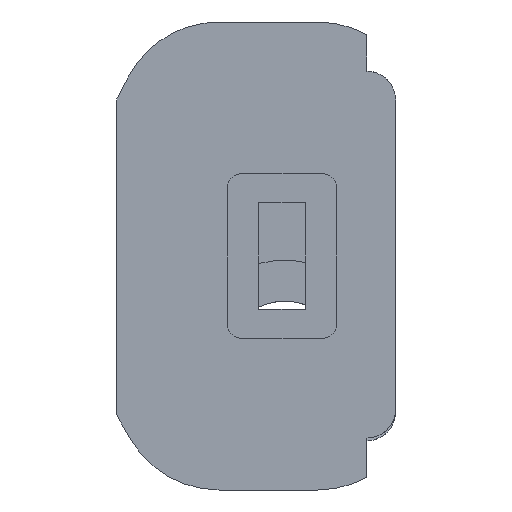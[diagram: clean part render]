
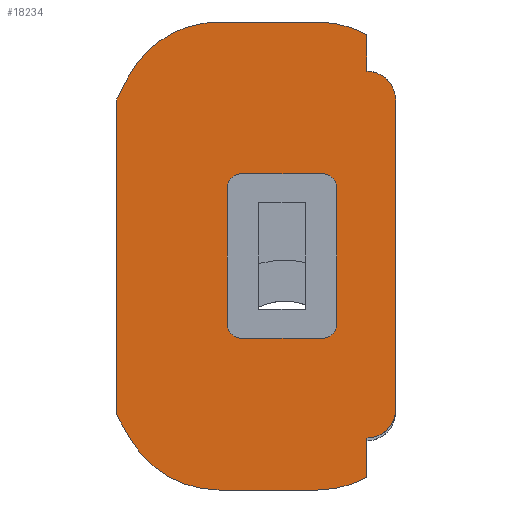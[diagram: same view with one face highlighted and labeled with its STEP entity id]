
A CAD part, left-side view. The second image highlights one B-rep face of the part: STEP entity #18234.
In plain terms, the highlighted planar face has unit normal (-1, 0, 0).
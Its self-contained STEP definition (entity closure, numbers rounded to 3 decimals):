
#2246=CIRCLE('',#19288,1.);
#2247=CIRCLE('',#19291,1.);
#2251=CIRCLE('',#19320,2.1);
#2267=CIRCLE('',#19344,7.5);
#2268=CIRCLE('',#19346,7.5);
#2269=CIRCLE('',#19348,7.5);
#2270=CIRCLE('',#19351,7.5);
#2271=CIRCLE('',#19356,2.1);
#2272=CIRCLE('',#19357,1.);
#2273=CIRCLE('',#19358,1.);
#2337=FACE_BOUND('',#3527,.T.);
#2503=FACE_OUTER_BOUND('',#3526,.T.);
#3526=EDGE_LOOP('',(#12722,#12723,#12724,#12725,#12726,#12727,#12728,#12729,
#12730,#12731,#12732,#12733,#12734,#12735));
#3527=EDGE_LOOP('',(#12736,#12737,#12738,#12739,#12740,#12741,#12742,#12743));
#4684=LINE('',#22651,#6032);
#4687=LINE('',#22659,#6035);
#4727=LINE('',#22758,#6075);
#4747=LINE('',#22835,#6095);
#4750=LINE('',#22844,#6098);
#4753=LINE('',#22848,#6101);
#4754=LINE('',#22850,#6102);
#4755=LINE('',#22852,#6103);
#4756=LINE('',#22853,#6104);
#4757=LINE('',#22856,#6105);
#4758=LINE('',#22858,#6106);
#4759=LINE('',#22862,#6107);
#6032=VECTOR('',#20170,10.);
#6035=VECTOR('',#20179,10.);
#6075=VECTOR('',#20277,10.);
#6095=VECTOR('',#20353,10.);
#6098=VECTOR('',#20362,10.);
#6101=VECTOR('',#20367,10.);
#6102=VECTOR('',#20370,10.);
#6103=VECTOR('',#20373,10.);
#6104=VECTOR('',#20374,10.);
#6105=VECTOR('',#20377,10.);
#6106=VECTOR('',#20378,10.);
#6107=VECTOR('',#20381,10.);
#7382=VERTEX_POINT('',#22643);
#7383=VERTEX_POINT('',#22645);
#7384=VERTEX_POINT('',#22649);
#7385=VERTEX_POINT('',#22653);
#7386=VERTEX_POINT('',#22657);
#7414=VERTEX_POINT('',#22750);
#7415=VERTEX_POINT('',#22752);
#7416=VERTEX_POINT('',#22756);
#7439=VERTEX_POINT('',#22815);
#7440=VERTEX_POINT('',#22817);
#7441=VERTEX_POINT('',#22821);
#7442=VERTEX_POINT('',#22823);
#7443=VERTEX_POINT('',#22827);
#7444=VERTEX_POINT('',#22829);
#7445=VERTEX_POINT('',#22833);
#7446=VERTEX_POINT('',#22837);
#7447=VERTEX_POINT('',#22839);
#7448=VERTEX_POINT('',#22843);
#7449=VERTEX_POINT('',#22854);
#7450=VERTEX_POINT('',#22857);
#7451=VERTEX_POINT('',#22859);
#7452=VERTEX_POINT('',#22861);
#9404=EDGE_CURVE('',#7383,#7382,#2246,.T.);
#9407=EDGE_CURVE('',#7382,#7384,#4684,.T.);
#9409=EDGE_CURVE('',#7384,#7385,#2247,.T.);
#9411=EDGE_CURVE('',#7385,#7386,#4687,.T.);
#9458=EDGE_CURVE('',#7414,#7415,#2251,.T.);
#9461=EDGE_CURVE('',#7414,#7416,#4727,.T.);
#9491=EDGE_CURVE('',#7439,#7440,#2267,.T.);
#9493=EDGE_CURVE('',#7442,#7441,#2268,.T.);
#9496=EDGE_CURVE('',#7444,#7443,#2269,.T.);
#9499=EDGE_CURVE('',#7443,#7445,#4747,.T.);
#9501=EDGE_CURVE('',#7447,#7446,#2270,.T.);
#9503=EDGE_CURVE('',#7448,#7447,#4750,.T.);
#9506=EDGE_CURVE('',#7441,#7415,#4753,.T.);
#9507=EDGE_CURVE('',#7440,#7444,#4754,.T.);
#9508=EDGE_CURVE('',#7448,#7445,#4755,.T.);
#9509=EDGE_CURVE('',#7442,#7446,#4756,.T.);
#9510=EDGE_CURVE('',#7449,#7416,#2271,.T.);
#9511=EDGE_CURVE('',#7449,#7439,#4757,.T.);
#9512=EDGE_CURVE('',#7450,#7383,#4758,.T.);
#9513=EDGE_CURVE('',#7386,#7451,#2272,.T.);
#9514=EDGE_CURVE('',#7451,#7452,#4759,.T.);
#9515=EDGE_CURVE('',#7452,#7450,#2273,.T.);
#12722=ORIENTED_EDGE('',*,*,#9491,.T.);
#12723=ORIENTED_EDGE('',*,*,#9507,.T.);
#12724=ORIENTED_EDGE('',*,*,#9496,.T.);
#12725=ORIENTED_EDGE('',*,*,#9499,.T.);
#12726=ORIENTED_EDGE('',*,*,#9508,.F.);
#12727=ORIENTED_EDGE('',*,*,#9503,.T.);
#12728=ORIENTED_EDGE('',*,*,#9501,.T.);
#12729=ORIENTED_EDGE('',*,*,#9509,.F.);
#12730=ORIENTED_EDGE('',*,*,#9493,.T.);
#12731=ORIENTED_EDGE('',*,*,#9506,.T.);
#12732=ORIENTED_EDGE('',*,*,#9458,.F.);
#12733=ORIENTED_EDGE('',*,*,#9461,.T.);
#12734=ORIENTED_EDGE('',*,*,#9510,.F.);
#12735=ORIENTED_EDGE('',*,*,#9511,.T.);
#12736=ORIENTED_EDGE('',*,*,#9512,.T.);
#12737=ORIENTED_EDGE('',*,*,#9404,.T.);
#12738=ORIENTED_EDGE('',*,*,#9407,.T.);
#12739=ORIENTED_EDGE('',*,*,#9409,.T.);
#12740=ORIENTED_EDGE('',*,*,#9411,.T.);
#12741=ORIENTED_EDGE('',*,*,#9513,.T.);
#12742=ORIENTED_EDGE('',*,*,#9514,.T.);
#12743=ORIENTED_EDGE('',*,*,#9515,.T.);
#17945=PLANE('',#19355);
#18234=ADVANCED_FACE('',(#2503,#2337),#17945,.T.);
#19288=AXIS2_PLACEMENT_3D('',#22646,#20164,#20165);
#19291=AXIS2_PLACEMENT_3D('',#22655,#20174,#20175);
#19320=AXIS2_PLACEMENT_3D('',#22753,#20271,#20272);
#19344=AXIS2_PLACEMENT_3D('',#22819,#20336,#20337);
#19346=AXIS2_PLACEMENT_3D('',#22824,#20341,#20342);
#19348=AXIS2_PLACEMENT_3D('',#22830,#20347,#20348);
#19351=AXIS2_PLACEMENT_3D('',#22840,#20357,#20358);
#19355=AXIS2_PLACEMENT_3D('',#22851,#20371,#20372);
#19356=AXIS2_PLACEMENT_3D('',#22855,#20375,#20376);
#19357=AXIS2_PLACEMENT_3D('',#22860,#20379,#20380);
#19358=AXIS2_PLACEMENT_3D('',#22863,#20382,#20383);
#20164=DIRECTION('center_axis',(1.,0.,0.));
#20165=DIRECTION('ref_axis',(0.,0.,-1.));
#20170=DIRECTION('',(0.,1.,0.));
#20174=DIRECTION('center_axis',(1.,0.,0.));
#20175=DIRECTION('ref_axis',(0.,1.,0.));
#20179=DIRECTION('',(0.,0.,1.));
#20271=DIRECTION('center_axis',(1.,0.,0.));
#20272=DIRECTION('ref_axis',(0.,-0.707,-0.707));
#20277=DIRECTION('',(0.,0.,1.));
#20336=DIRECTION('center_axis',(-1.,0.,0.));
#20337=DIRECTION('ref_axis',(0.,-1.,0.));
#20341=DIRECTION('center_axis',(-1.,0.,0.));
#20342=DIRECTION('ref_axis',(0.,0.,-1.));
#20347=DIRECTION('center_axis',(-1.,0.,0.));
#20348=DIRECTION('ref_axis',(0.,0.,1.));
#20353=DIRECTION('',(0.,0.454,-0.891));
#20357=DIRECTION('center_axis',(-1.,0.,0.));
#20358=DIRECTION('ref_axis',(0.,1.,0.));
#20362=DIRECTION('',(0.,-0.498,-0.867));
#20367=DIRECTION('',(0.,0.,1.));
#20370=DIRECTION('',(0.,1.,0.));
#20371=DIRECTION('center_axis',(-1.,0.,0.));
#20372=DIRECTION('ref_axis',(0.,0.,1.));
#20373=DIRECTION('',(0.,0.,1.));
#20374=DIRECTION('',(0.,1.,0.));
#20375=DIRECTION('center_axis',(1.,0.,0.));
#20376=DIRECTION('ref_axis',(0.,-0.707,0.707));
#20377=DIRECTION('',(0.,0.,1.));
#20378=DIRECTION('',(0.,0.,-1.));
#20379=DIRECTION('center_axis',(1.,0.,0.));
#20380=DIRECTION('ref_axis',(0.,0.,1.));
#20381=DIRECTION('',(0.,-1.,0.));
#20382=DIRECTION('center_axis',(1.,0.,0.));
#20383=DIRECTION('ref_axis',(0.,-1.,0.));
#22643=CARTESIAN_POINT('',(-3.1,5.3,-6.));
#22645=CARTESIAN_POINT('',(-3.1,4.3,-5.));
#22646=CARTESIAN_POINT('Origin',(-3.1,5.3,-5.));
#22649=CARTESIAN_POINT('',(-3.1,11.3,-6.));
#22651=CARTESIAN_POINT('',(-3.1,2.65,-6.));
#22653=CARTESIAN_POINT('',(-3.1,12.3,-5.));
#22655=CARTESIAN_POINT('Origin',(-3.1,11.3,-5.));
#22657=CARTESIAN_POINT('',(-3.1,12.3,5.));
#22659=CARTESIAN_POINT('',(-3.1,12.3,-11.05));
#22750=CARTESIAN_POINT('',(-3.1,0.,-11.2));
#22752=CARTESIAN_POINT('',(-3.1,2.1,-13.3));
#22753=CARTESIAN_POINT('Origin',(-3.1,2.1,-11.2));
#22756=CARTESIAN_POINT('',(-3.1,0.,11.4));
#22758=CARTESIAN_POINT('',(-3.1,0.,-17.1));
#22815=CARTESIAN_POINT('',(-3.1,2.1,16.18));
#22817=CARTESIAN_POINT('',(-3.1,5.7,17.1));
#22819=CARTESIAN_POINT('Origin',(-3.1,5.7,9.6));
#22821=CARTESIAN_POINT('',(-3.1,2.1,-16.18));
#22823=CARTESIAN_POINT('',(-3.1,5.7,-17.1));
#22824=CARTESIAN_POINT('Origin',(-3.1,5.7,-9.6));
#22827=CARTESIAN_POINT('',(-3.1,19.583,13.004));
#22829=CARTESIAN_POINT('',(-3.1,12.9,17.1));
#22830=CARTESIAN_POINT('Origin',(-3.1,12.9,9.6));
#22833=CARTESIAN_POINT('',(-3.1,20.4,11.4));
#22835=CARTESIAN_POINT('',(-3.1,23.653,5.012));
#22837=CARTESIAN_POINT('',(-3.1,12.9,-17.1));
#22839=CARTESIAN_POINT('',(-3.1,19.404,-13.334));
#22840=CARTESIAN_POINT('Origin',(-3.1,12.9,-9.6));
#22843=CARTESIAN_POINT('',(-3.1,20.4,-11.6));
#22844=CARTESIAN_POINT('',(-3.1,16.684,-18.073));
#22848=CARTESIAN_POINT('',(-3.1,2.1,-16.575));
#22850=CARTESIAN_POINT('',(-3.1,0.,17.1));
#22851=CARTESIAN_POINT('Origin',(-3.1,0.,-17.1));
#22852=CARTESIAN_POINT('',(-3.1,20.4,-8.55));
#22853=CARTESIAN_POINT('',(-3.1,18.6,-17.1));
#22854=CARTESIAN_POINT('',(-3.1,2.1,13.5));
#22855=CARTESIAN_POINT('Origin',(-3.1,2.1,11.4));
#22856=CARTESIAN_POINT('',(-3.1,2.1,-0.525));
#22857=CARTESIAN_POINT('',(-3.1,4.3,5.));
#22858=CARTESIAN_POINT('',(-3.1,4.3,-6.05));
#22859=CARTESIAN_POINT('',(-3.1,11.3,6.));
#22860=CARTESIAN_POINT('Origin',(-3.1,11.3,5.));
#22861=CARTESIAN_POINT('',(-3.1,5.3,6.));
#22862=CARTESIAN_POINT('',(-3.1,5.65,6.));
#22863=CARTESIAN_POINT('Origin',(-3.1,5.3,5.));
